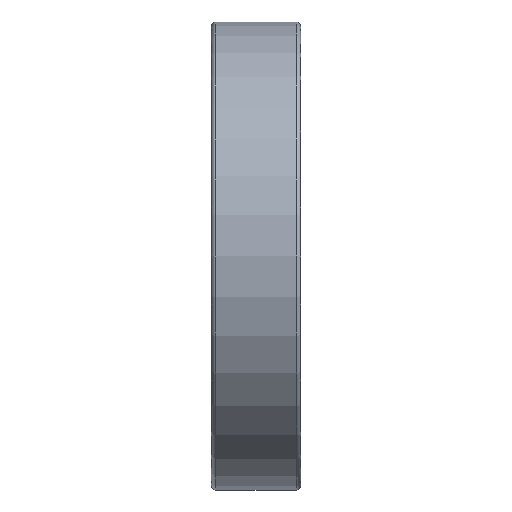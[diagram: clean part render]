
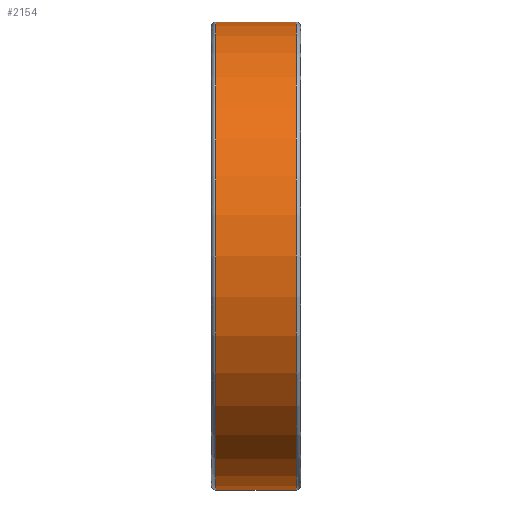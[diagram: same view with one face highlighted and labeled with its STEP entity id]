
A CAD part, front view. The second image highlights one B-rep face of the part: STEP entity #2154.
In plain terms, the highlighted cylindrical face has radius 10.5 mm (diameter 21 mm), a partial arc.
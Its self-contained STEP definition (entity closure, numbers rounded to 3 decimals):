
#6 = FACE_OUTER_BOUND ( 'NONE', #1349, .T. ) ;
#19 = CYLINDRICAL_SURFACE ( 'NONE', #2817, 10.5 ) ;
#115 = VECTOR ( 'NONE', #2399, 1000. ) ;
#116 = LINE ( 'NONE', #2367, #143 ) ;
#138 = LINE ( 'NONE', #2407, #115 ) ;
#143 = VECTOR ( 'NONE', #2369, 1000. ) ;
#355 = CIRCLE ( 'NONE', #3009, 10.5 ) ;
#366 = CIRCLE ( 'NONE', #2987, 10.5 ) ;
#406 = DIRECTION ( 'NONE',  ( -1., 0., 0. ) ) ;
#409 = CARTESIAN_POINT ( 'NONE',  ( 0., 0., 0. ) ) ;
#416 = DIRECTION ( 'NONE',  ( 0., 0., 1. ) ) ;
#623 = CARTESIAN_POINT ( 'NONE',  ( 1.8, 0., 10.5 ) ) ;
#645 = CARTESIAN_POINT ( 'NONE',  ( 1.8, 0., -10.5 ) ) ;
#664 = CARTESIAN_POINT ( 'NONE',  ( -1.8, 0., -10.5 ) ) ;
#667 = CARTESIAN_POINT ( 'NONE',  ( -1.8, 0., 10.5 ) ) ;
#1137 = VERTEX_POINT ( 'NONE', #623 ) ;
#1141 = VERTEX_POINT ( 'NONE', #667 ) ;
#1157 = VERTEX_POINT ( 'NONE', #645 ) ;
#1169 = VERTEX_POINT ( 'NONE', #664 ) ;
#1349 = EDGE_LOOP ( 'NONE', ( #1738, #1763, #1711, #1813 ) ) ;
#1711 = ORIENTED_EDGE ( 'NONE', *, *, #3121, .T. ) ;
#1738 = ORIENTED_EDGE ( 'NONE', *, *, #3113, .F. ) ;
#1763 = ORIENTED_EDGE ( 'NONE', *, *, #3278, .T. ) ;
#1813 = ORIENTED_EDGE ( 'NONE', *, *, #3277, .T. ) ;
#2154 = ADVANCED_FACE ( 'NONE', ( #6 ), #19, .T. ) ;
#2213 = DIRECTION ( 'NONE',  ( 0., 0., -1. ) ) ;
#2219 = DIRECTION ( 'NONE',  ( 0., 0., -1. ) ) ;
#2225 = DIRECTION ( 'NONE',  ( 1., 0., 0. ) ) ;
#2229 = CARTESIAN_POINT ( 'NONE',  ( 1.8, 0., 0. ) ) ;
#2232 = CARTESIAN_POINT ( 'NONE',  ( -1.8, 0., 0. ) ) ;
#2236 = DIRECTION ( 'NONE',  ( -1., 0., 0. ) ) ;
#2367 = CARTESIAN_POINT ( 'NONE',  ( 0., 0., -10.5 ) ) ;
#2369 = DIRECTION ( 'NONE',  ( -1., 0., 0. ) ) ;
#2399 = DIRECTION ( 'NONE',  ( -1., 0., 0. ) ) ;
#2407 = CARTESIAN_POINT ( 'NONE',  ( 0., 0., 10.5 ) ) ;
#2817 = AXIS2_PLACEMENT_3D ( 'NONE', #409, #406, #416 ) ;
#2987 = AXIS2_PLACEMENT_3D ( 'NONE', #2232, #2225, #2213 ) ;
#3009 = AXIS2_PLACEMENT_3D ( 'NONE', #2229, #2236, #2219 ) ;
#3113 = EDGE_CURVE ( 'NONE', #1157, #1169, #116, .T. ) ;
#3121 = EDGE_CURVE ( 'NONE', #1137, #1141, #138, .T. ) ;
#3277 = EDGE_CURVE ( 'NONE', #1141, #1169, #366, .T. ) ;
#3278 = EDGE_CURVE ( 'NONE', #1157, #1137, #355, .T. ) ;
